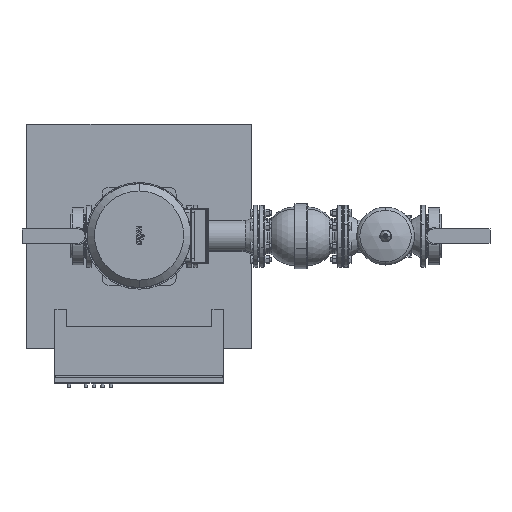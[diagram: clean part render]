
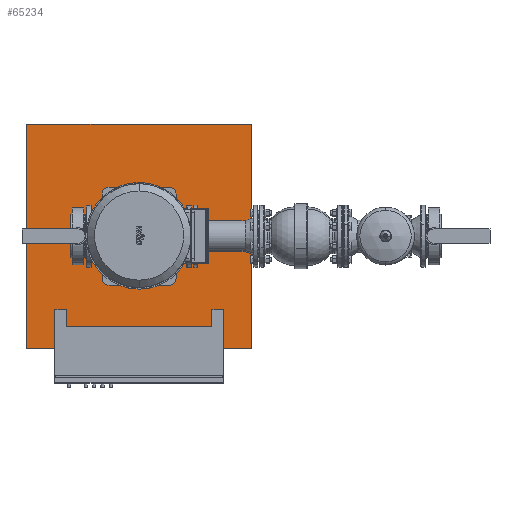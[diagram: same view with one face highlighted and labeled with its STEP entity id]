
A CAD part, top view. The second image highlights one B-rep face of the part: STEP entity #65234.
In plain terms, the highlighted planar face has unit normal (0, 0, 1).
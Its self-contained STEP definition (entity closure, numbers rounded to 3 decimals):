
#65195=CARTESIAN_POINT('',(-400.0,0.,130.0));
#65196=DIRECTION('',(0.0,0.0,1.0));
#65197=DIRECTION('',(0.0,-1.0,0.0));
#65198=AXIS2_PLACEMENT_3D('',#65195,#65196,#65197);
#65199=PLANE('',#65198);
#65200=CARTESIAN_POINT('',(400.0,-400.0,130.));
#65201=VERTEX_POINT('',#65200);
#65202=CARTESIAN_POINT('',(400.0,400.0,130.));
#65203=VERTEX_POINT('',#65202);
#65204=CARTESIAN_POINT('',(400.0,-400.0,130.));
#65205=DIRECTION('',(0.0,1.0,0.0));
#65206=VECTOR('',#65205,800.0);
#65207=LINE('',#65204,#65206);
#65208=EDGE_CURVE('',#65201,#65203,#65207,.T.);
#65209=ORIENTED_EDGE('',*,*,#65208,.T.);
#65210=CARTESIAN_POINT('',(-400.0,400.0,130.));
#65211=VERTEX_POINT('',#65210);
#65212=CARTESIAN_POINT('',(-400.0,400.0,130.));
#65213=DIRECTION('',(1.0,0.0,0.0));
#65214=VECTOR('',#65213,800.0);
#65215=LINE('',#65212,#65214);
#65216=EDGE_CURVE('',#65211,#65203,#65215,.T.);
#65217=ORIENTED_EDGE('',*,*,#65216,.F.);
#65218=CARTESIAN_POINT('',(-400.0,-400.0,130.));
#65219=VERTEX_POINT('',#65218);
#65220=CARTESIAN_POINT('',(-400.0,400.0,130.));
#65221=DIRECTION('',(0.0,-1.0,0.0));
#65222=VECTOR('',#65221,800.0);
#65223=LINE('',#65220,#65222);
#65224=EDGE_CURVE('',#65211,#65219,#65223,.T.);
#65225=ORIENTED_EDGE('',*,*,#65224,.T.);
#65226=CARTESIAN_POINT('',(-400.0,-400.0,130.));
#65227=DIRECTION('',(1.0,0.0,0.0));
#65228=VECTOR('',#65227,800.0);
#65229=LINE('',#65226,#65228);
#65230=EDGE_CURVE('',#65219,#65201,#65229,.T.);
#65231=ORIENTED_EDGE('',*,*,#65230,.T.);
#65232=EDGE_LOOP('',(#65209,#65217,#65225,#65231));
#65233=FACE_OUTER_BOUND('',#65232,.T.);
#65234=ADVANCED_FACE('',(#65233),#65199,.T.);
